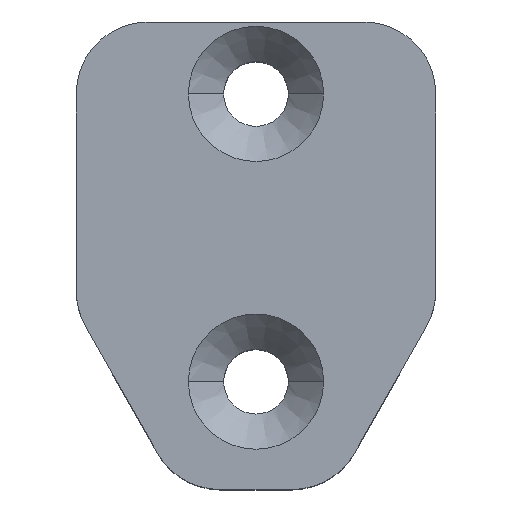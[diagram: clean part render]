
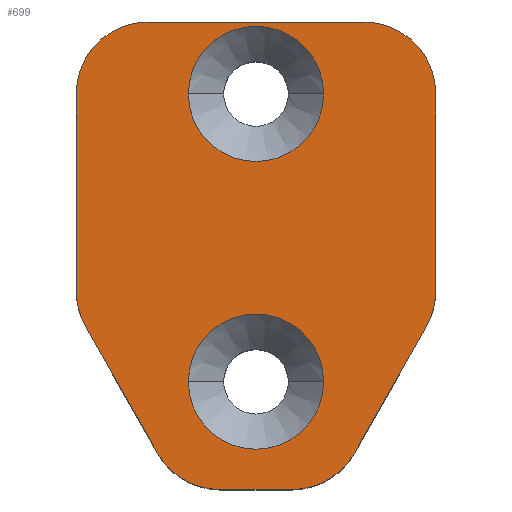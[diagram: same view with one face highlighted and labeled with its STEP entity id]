
A CAD part, top view. The second image highlights one B-rep face of the part: STEP entity #699.
In plain terms, the highlighted planar face has unit normal (0, 0, 1).
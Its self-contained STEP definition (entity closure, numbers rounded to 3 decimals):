
#9 = AXIS2_PLACEMENT_3D ( 'NONE', #466, #576, #411 ) ;
#12 = DIRECTION ( 'NONE',  ( 1., 0., 0. ) ) ;
#14 = CARTESIAN_POINT ( 'NONE',  ( -2.503, 2.5, 20. ) ) ;
#19 = CARTESIAN_POINT ( 'NONE',  ( -12.5, 30., 20. ) ) ;
#23 = FACE_BOUND ( 'NONE', #685, .T. ) ;
#27 = EDGE_CURVE ( 'NONE', #377, #328, #222, .T. ) ;
#28 = CARTESIAN_POINT ( 'NONE',  ( -4.7, 10., 20. ) ) ;
#29 = VERTEX_POINT ( 'NONE', #383 ) ;
#32 = AXIS2_PLACEMENT_3D ( 'NONE', #452, #683, #558 ) ;
#35 = LINE ( 'NONE', #256, #441 ) ;
#37 = VERTEX_POINT ( 'NONE', #108 ) ;
#42 = VERTEX_POINT ( 'NONE', #444 ) ;
#48 = DIRECTION ( 'NONE',  ( 0., 0., 1. ) ) ;
#49 = AXIS2_PLACEMENT_3D ( 'NONE', #253, #357, #147 ) ;
#50 = AXIS2_PLACEMENT_3D ( 'NONE', #652, #48, #477 ) ;
#51 = VERTEX_POINT ( 'NONE', #447 ) ;
#55 = EDGE_CURVE ( 'NONE', #693, #705, #496, .T. ) ;
#56 = ORIENTED_EDGE ( 'NONE', *, *, #258, .F. ) ;
#58 = CIRCLE ( 'NONE', #578, 5. ) ;
#65 = CARTESIAN_POINT ( 'NONE',  ( 4., 0., 20. ) ) ;
#71 = CARTESIAN_POINT ( 'NONE',  ( 0., 30., 20. ) ) ;
#73 = DIRECTION ( 'NONE',  ( 0., 0., 1. ) ) ;
#85 = ORIENTED_EDGE ( 'NONE', *, *, #332, .T. ) ;
#108 = CARTESIAN_POINT ( 'NONE',  ( -7.5, 35., 20. ) ) ;
#117 = CARTESIAN_POINT ( 'NONE',  ( 7.5, 16.318, 20. ) ) ;
#119 = VECTOR ( 'NONE', #162, 1000. ) ;
#120 = AXIS2_PLACEMENT_3D ( 'NONE', #121, #73, #680 ) ;
#121 = CARTESIAN_POINT ( 'NONE',  ( 0., 10., 20. ) ) ;
#136 = EDGE_CURVE ( 'NONE', #187, #328, #301, .T. ) ;
#146 = DIRECTION ( 'NONE',  ( 0., 1., 0. ) ) ;
#147 = DIRECTION ( 'NONE',  ( -1., 0., 0. ) ) ;
#153 = CIRCLE ( 'NONE', #242, 5. ) ;
#155 = EDGE_CURVE ( 'NONE', #42, #650, #345, .T. ) ;
#160 = CARTESIAN_POINT ( 'NONE',  ( -12.5, 15., 20. ) ) ;
#162 = DIRECTION ( 'NONE',  ( -0.493, 0.87, 0. ) ) ;
#166 = CARTESIAN_POINT ( 'NONE',  ( 0., 10., 20. ) ) ;
#176 = CARTESIAN_POINT ( 'NONE',  ( 4.7, 30., 20. ) ) ;
#180 = ORIENTED_EDGE ( 'NONE', *, *, #193, .T. ) ;
#183 = AXIS2_PLACEMENT_3D ( 'NONE', #166, #669, #390 ) ;
#187 = VERTEX_POINT ( 'NONE', #237 ) ;
#188 = FACE_OUTER_BOUND ( 'NONE', #572, .T. ) ;
#193 = EDGE_CURVE ( 'NONE', #377, #650, #358, .T. ) ;
#198 = VERTEX_POINT ( 'NONE', #453 ) ;
#220 = VECTOR ( 'NONE', #519, 1000. ) ;
#222 = LINE ( 'NONE', #552, #119 ) ;
#223 = CARTESIAN_POINT ( 'NONE',  ( 11.85, 13.853, 20. ) ) ;
#237 = CARTESIAN_POINT ( 'NONE',  ( -12.5, 16.318, 20. ) ) ;
#242 = AXIS2_PLACEMENT_3D ( 'NONE', #117, #561, #494 ) ;
#247 = FACE_BOUND ( 'NONE', #261, .T. ) ;
#253 = CARTESIAN_POINT ( 'NONE',  ( -7.5, 30., 20. ) ) ;
#254 = ORIENTED_EDGE ( 'NONE', *, *, #714, .T. ) ;
#256 = CARTESIAN_POINT ( 'NONE',  ( -12.5, 35., 20. ) ) ;
#258 = EDGE_CURVE ( 'NONE', #555, #29, #360, .T. ) ;
#260 = CARTESIAN_POINT ( 'NONE',  ( 7.5, 30., 20. ) ) ;
#261 = EDGE_LOOP ( 'NONE', ( #324, #577 ) ) ;
#263 = ORIENTED_EDGE ( 'NONE', *, *, #27, .F. ) ;
#266 = VECTOR ( 'NONE', #499, 1000. ) ;
#272 = EDGE_CURVE ( 'NONE', #187, #654, #548, .T. ) ;
#279 = LINE ( 'NONE', #65, #266 ) ;
#292 = DIRECTION ( 'NONE',  ( -1., 0., 0. ) ) ;
#293 = ORIENTED_EDGE ( 'NONE', *, *, #155, .F. ) ;
#299 = DIRECTION ( 'NONE',  ( 0., 0., 1. ) ) ;
#301 = CIRCLE ( 'NONE', #530, 5. ) ;
#304 = EDGE_CURVE ( 'NONE', #51, #350, #703, .T. ) ;
#307 = VERTEX_POINT ( 'NONE', #531 ) ;
#318 = DIRECTION ( 'NONE',  ( -1., 0., 0. ) ) ;
#323 = AXIS2_PLACEMENT_3D ( 'NONE', #71, #509, #12 ) ;
#324 = ORIENTED_EDGE ( 'NONE', *, *, #55, .F. ) ;
#328 = VERTEX_POINT ( 'NONE', #436 ) ;
#332 = EDGE_CURVE ( 'NONE', #350, #307, #58, .T. ) ;
#345 = LINE ( 'NONE', #406, #220 ) ;
#350 = VERTEX_POINT ( 'NONE', #599 ) ;
#356 = CIRCLE ( 'NONE', #32, 5. ) ;
#357 = DIRECTION ( 'NONE',  ( 0., 0., 1. ) ) ;
#358 = CIRCLE ( 'NONE', #721, 5. ) ;
#360 = CIRCLE ( 'NONE', #50, 4.7 ) ;
#364 = EDGE_CURVE ( 'NONE', #37, #307, #35, .T. ) ;
#377 = VERTEX_POINT ( 'NONE', #490 ) ;
#383 = CARTESIAN_POINT ( 'NONE',  ( -4.7, 30., 20. ) ) ;
#390 = DIRECTION ( 'NONE',  ( 1., 0., 0. ) ) ;
#406 = CARTESIAN_POINT ( 'NONE',  ( 7.588, 2.5, 20. ) ) ;
#411 = DIRECTION ( 'NONE',  ( -1., 0., 0. ) ) ;
#420 = ORIENTED_EDGE ( 'NONE', *, *, #425, .T. ) ;
#421 = VECTOR ( 'NONE', #146, 1000. ) ;
#425 = EDGE_CURVE ( 'NONE', #493, #51, #153, .T. ) ;
#431 = CIRCLE ( 'NONE', #120, 4.7 ) ;
#435 = ORIENTED_EDGE ( 'NONE', *, *, #364, .F. ) ;
#436 = CARTESIAN_POINT ( 'NONE',  ( -11.85, 13.853, 20. ) ) ;
#441 = VECTOR ( 'NONE', #535, 1000. ) ;
#444 = CARTESIAN_POINT ( 'NONE',  ( 2.503, 2.5, 20. ) ) ;
#447 = CARTESIAN_POINT ( 'NONE',  ( 12.5, 16.318, 20. ) ) ;
#451 = EDGE_CURVE ( 'NONE', #29, #555, #544, .T. ) ;
#452 = CARTESIAN_POINT ( 'NONE',  ( 2.503, 7.5, 20. ) ) ;
#453 = CARTESIAN_POINT ( 'NONE',  ( 6.853, 5.035, 20. ) ) ;
#455 = DIRECTION ( 'NONE',  ( -1., 0., 0. ) ) ;
#459 = ORIENTED_EDGE ( 'NONE', *, *, #547, .T. ) ;
#466 = CARTESIAN_POINT ( 'NONE',  ( 0., 0., 20. ) ) ;
#473 = EDGE_CURVE ( 'NONE', #198, #493, #279, .T. ) ;
#475 = ORIENTED_EDGE ( 'NONE', *, *, #451, .F. ) ;
#477 = DIRECTION ( 'NONE',  ( 1., 0., 0. ) ) ;
#488 = DIRECTION ( 'NONE',  ( 0., 0., 1. ) ) ;
#490 = CARTESIAN_POINT ( 'NONE',  ( -6.853, 5.035, 20. ) ) ;
#493 = VERTEX_POINT ( 'NONE', #223 ) ;
#494 = DIRECTION ( 'NONE',  ( -1., 0., 0. ) ) ;
#496 = CIRCLE ( 'NONE', #183, 4.7 ) ;
#499 = DIRECTION ( 'NONE',  ( 0.493, 0.87, 0. ) ) ;
#508 = CARTESIAN_POINT ( 'NONE',  ( -2.503, 7.5, 20. ) ) ;
#509 = DIRECTION ( 'NONE',  ( 0., 0., 1. ) ) ;
#516 = DIRECTION ( 'NONE',  ( 0., 0., 1. ) ) ;
#519 = DIRECTION ( 'NONE',  ( -1., 0., 0. ) ) ;
#530 = AXIS2_PLACEMENT_3D ( 'NONE', #617, #516, #292 ) ;
#531 = CARTESIAN_POINT ( 'NONE',  ( 7.5, 35., 20. ) ) ;
#535 = DIRECTION ( 'NONE',  ( 1., 0., 0. ) ) ;
#544 = CIRCLE ( 'NONE', #323, 4.7 ) ;
#546 = VECTOR ( 'NONE', #587, 1000. ) ;
#547 = EDGE_CURVE ( 'NONE', #42, #198, #356, .T. ) ;
#548 = LINE ( 'NONE', #160, #421 ) ;
#552 = CARTESIAN_POINT ( 'NONE',  ( -4., 0., 20. ) ) ;
#555 = VERTEX_POINT ( 'NONE', #176 ) ;
#558 = DIRECTION ( 'NONE',  ( -1., 0., 0. ) ) ;
#561 = DIRECTION ( 'NONE',  ( 0., 0., 1. ) ) ;
#572 = EDGE_LOOP ( 'NONE', ( #623, #642, #263, #180, #293, #459, #702, #420, #709, #85, #435, #254 ) ) ;
#576 = DIRECTION ( 'NONE',  ( 0., 0., -1. ) ) ;
#577 = ORIENTED_EDGE ( 'NONE', *, *, #609, .F. ) ;
#578 = AXIS2_PLACEMENT_3D ( 'NONE', #260, #488, #318 ) ;
#582 = PLANE ( 'NONE',  #9 ) ;
#587 = DIRECTION ( 'NONE',  ( 0., 1., 0. ) ) ;
#599 = CARTESIAN_POINT ( 'NONE',  ( 12.5, 30., 20. ) ) ;
#609 = EDGE_CURVE ( 'NONE', #705, #693, #431, .T. ) ;
#617 = CARTESIAN_POINT ( 'NONE',  ( -7.5, 16.318, 20. ) ) ;
#623 = ORIENTED_EDGE ( 'NONE', *, *, #272, .F. ) ;
#642 = ORIENTED_EDGE ( 'NONE', *, *, #136, .T. ) ;
#650 = VERTEX_POINT ( 'NONE', #14 ) ;
#652 = CARTESIAN_POINT ( 'NONE',  ( 0., 30., 20. ) ) ;
#654 = VERTEX_POINT ( 'NONE', #19 ) ;
#657 = CARTESIAN_POINT ( 'NONE',  ( 12.5, 15., 20. ) ) ;
#669 = DIRECTION ( 'NONE',  ( 0., 0., 1. ) ) ;
#680 = DIRECTION ( 'NONE',  ( 1., 0., 0. ) ) ;
#683 = DIRECTION ( 'NONE',  ( 0., 0., 1. ) ) ;
#685 = EDGE_LOOP ( 'NONE', ( #56, #475 ) ) ;
#686 = CIRCLE ( 'NONE', #49, 5. ) ;
#693 = VERTEX_POINT ( 'NONE', #694 ) ;
#694 = CARTESIAN_POINT ( 'NONE',  ( 4.7, 10., 20. ) ) ;
#699 = ADVANCED_FACE ( 'NONE', ( #23, #247, #188 ), #582, .F. ) ;
#702 = ORIENTED_EDGE ( 'NONE', *, *, #473, .T. ) ;
#703 = LINE ( 'NONE', #657, #546 ) ;
#705 = VERTEX_POINT ( 'NONE', #28 ) ;
#709 = ORIENTED_EDGE ( 'NONE', *, *, #304, .T. ) ;
#714 = EDGE_CURVE ( 'NONE', #37, #654, #686, .T. ) ;
#721 = AXIS2_PLACEMENT_3D ( 'NONE', #508, #299, #455 ) ;
